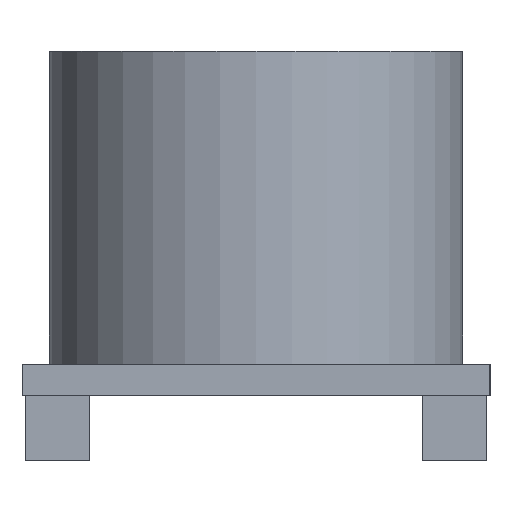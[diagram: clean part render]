
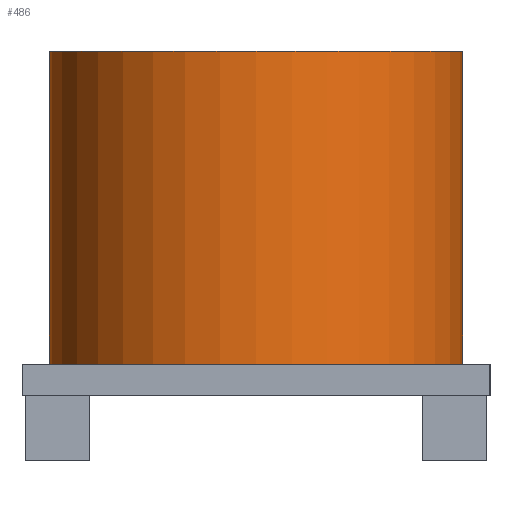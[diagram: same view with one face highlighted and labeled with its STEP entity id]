
A CAD part, left-side view. The second image highlights one B-rep face of the part: STEP entity #486.
In plain terms, the highlighted cylindrical face has radius 8 mm (diameter 16 mm), a full revolution.
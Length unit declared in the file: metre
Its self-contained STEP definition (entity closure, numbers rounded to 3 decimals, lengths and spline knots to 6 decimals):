
#13=CYLINDRICAL_SURFACE('',#532,0.008);
#14=CIRCLE('',#527,0.008);
#17=CIRCLE('',#533,0.008);
#63=ORIENTED_EDGE('',*,*,#177,.F.);
#64=ORIENTED_EDGE('',*,*,#174,.T.);
#174=EDGE_CURVE('',#234,#234,#14,.T.);
#177=EDGE_CURVE('',#237,#237,#17,.T.);
#234=VERTEX_POINT('',#745);
#237=VERTEX_POINT('',#754);
#389=EDGE_LOOP('',(#63));
#390=EDGE_LOOP('',(#64));
#427=FACE_BOUND('',#389,.T.);
#428=FACE_BOUND('',#390,.T.);
#486=ADVANCED_FACE('',(#427,#428),#13,.T.);
#527=AXIS2_PLACEMENT_3D('',#744,#597,#598);
#532=AXIS2_PLACEMENT_3D('',#752,#607,#608);
#533=AXIS2_PLACEMENT_3D('',#753,#609,#610);
#597=DIRECTION('',(0.,0.,1.));
#598=DIRECTION('',(1.,0.,0.));
#607=DIRECTION('',(0.,0.,-1.));
#608=DIRECTION('',(-1.,0.,0.));
#609=DIRECTION('',(0.,0.,1.));
#610=DIRECTION('',(1.,0.,0.));
#744=CARTESIAN_POINT('',(-0.00669,0.007588,0.0037));
#745=CARTESIAN_POINT('',(0.00131,0.007588,0.0037));
#752=CARTESIAN_POINT('',(-0.00669,0.007588,0.0158));
#753=CARTESIAN_POINT('',(-0.00669,0.007588,0.0158));
#754=CARTESIAN_POINT('',(0.00131,0.007588,0.0158));
